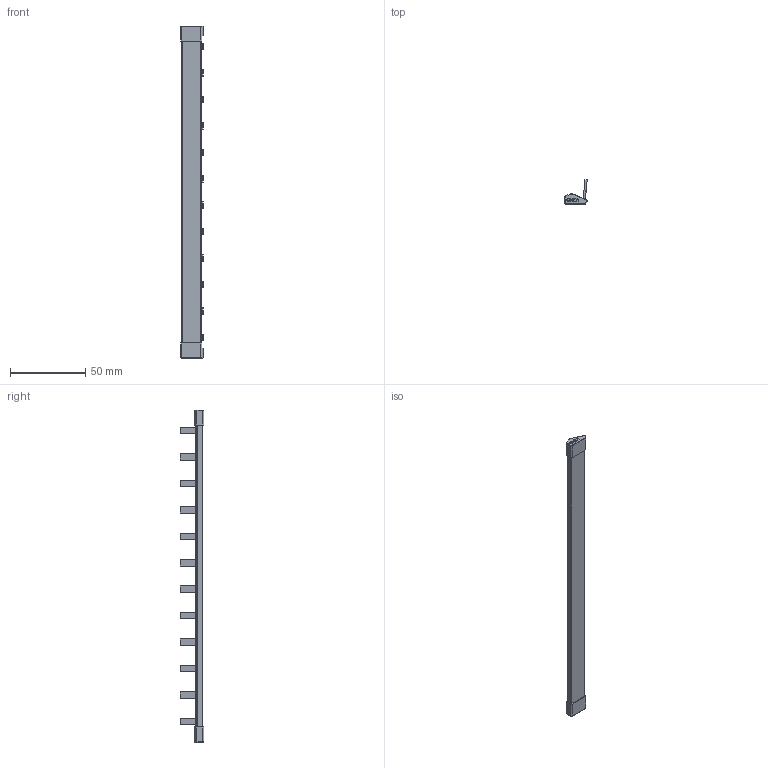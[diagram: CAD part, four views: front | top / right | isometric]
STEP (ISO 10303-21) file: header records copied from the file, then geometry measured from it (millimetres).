
FILE_DESCRIPTION (( 'STEP AP203' ), '1' );
FILE_NAME ('Monofaze Müþterek W Otomat Barasý - 12 Modül-- ONKA- 3001.STEP', '2019-02-28T06:17:13', ( '' ), ( '' ), 'SwSTEP 2.0', 'SolidWorks 2011', '' );
FILE_SCHEMA (( 'CONFIG_CONTROL_DESIGN' ));
Length unit declared in the file: millimetre
Products named in the file (1): Monofaze Müþterek W Otomat Barasý - 12 Modül-- ONKA- 3001
Bounding box: 14.83 x 15.88 x 220.8 mm (x, y, z)
Volume: 11362 mm3; surface area: 10357.7 mm2
Topology: 1 solids, 1 shells, 638 faces, 1842 edges, 1217 vertices
Faces by surface type: plane 555, cylinder 56, bspline 16, torus 11
Entity records: 22106 total; most frequent: CARTESIAN_POINT 5293, ORIENTED_EDGE 3684, DIRECTION 3153, EDGE_CURVE 1842, LINE 1679, VECTOR 1679, VERTEX_POINT 1217, AXIS2_PLACEMENT_3D 737
